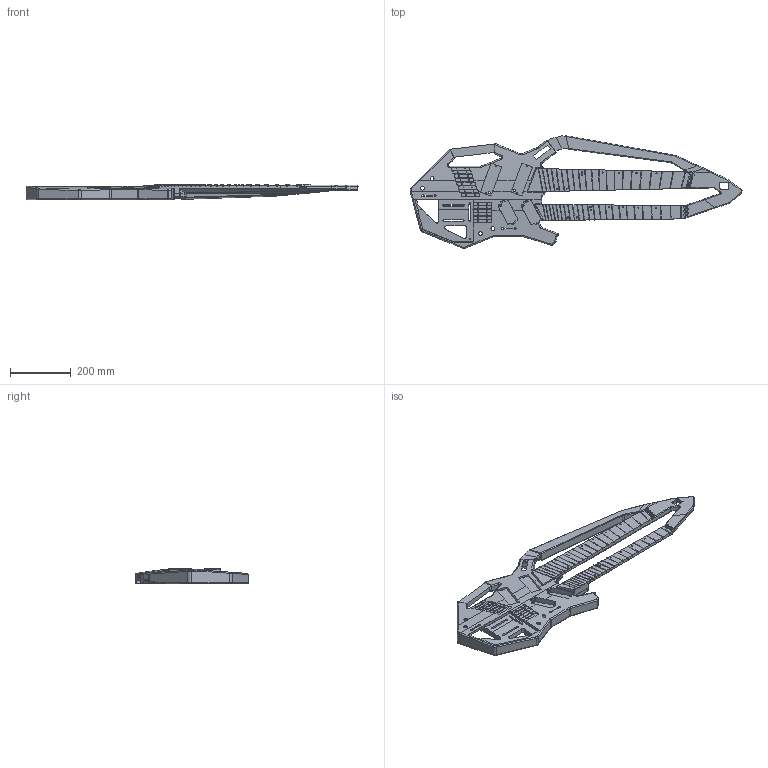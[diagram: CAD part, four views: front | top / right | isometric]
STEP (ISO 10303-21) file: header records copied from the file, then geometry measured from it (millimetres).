
FILE_DESCRIPTION(/* description */ (''),/* implementation_level */ '2;1');
FILE_NAME(/* name */ 'switchback.stp',/* time_stamp */ '2020-02-08T12:37:59-08:00',/* author */ ('valer'),/* organization */ (''),/* preprocessor_version */ 'ST-DEVELOPER v18',/* originating_system */ 'Autodesk Inventor 2020',/* authorisation */ '');
FILE_SCHEMA (('AUTOMOTIVE_DESIGN { 1 0 10303 214 3 1 1 }'));
Length unit declared in the file: inch
Products named in the file (1): switchback
Bounding box: 1094.59 x 371.57 x 52.07 mm (x, y, z)
Volume: 5096902.7 mm3; surface area: 694071.5 mm2
Topology: 63 solids, 63 shells, 1396 faces, 3577 edges, 2349 vertices
Faces by surface type: plane 778, cylinder 428, bspline 127, cone 43, torus 16, sphere 4
Full cylindrical faces by diameter (mm): 1.27 x12, 2.54 x74, 3.81 x16, 6.35 x8, 12.7 x14, 25.4 x4
Entity records: 46317 total; most frequent: CARTESIAN_POINT 12301, ORIENTED_EDGE 7048, DIRECTION 6898, EDGE_CURVE 3524, AXIS2_PLACEMENT_3D 2382, VERTEX_POINT 2349, LINE 2134, VECTOR 2134
